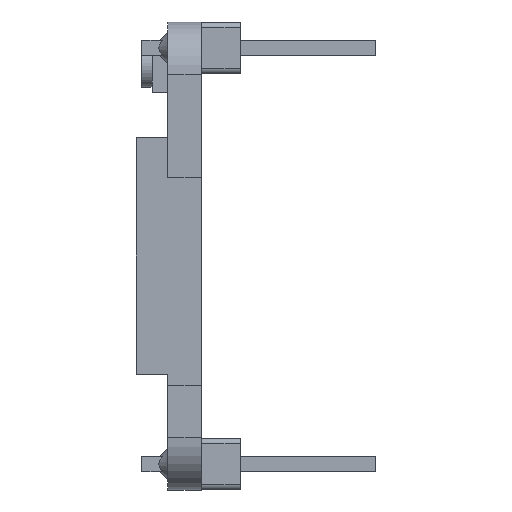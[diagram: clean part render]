
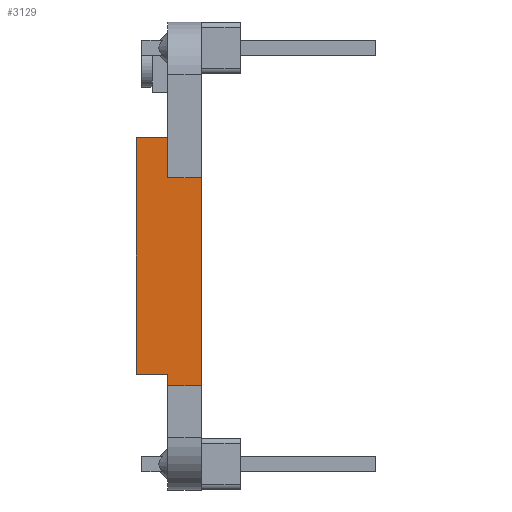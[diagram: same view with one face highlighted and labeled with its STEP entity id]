
A CAD part, left-side view. The second image highlights one B-rep face of the part: STEP entity #3129.
In plain terms, the highlighted planar face has unit normal (-1, 0, 0).
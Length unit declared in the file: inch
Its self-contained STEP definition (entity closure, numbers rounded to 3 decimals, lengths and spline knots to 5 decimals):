
#967 = EDGE_CURVE ( 'NONE', #28761, #33053, #27192, .T. ) ;
#1165 = DIRECTION ( 'NONE',  ( 0., 0., 1. ) ) ;
#1501 = LINE ( 'NONE', #10944, #30471 ) ;
#1653 = CARTESIAN_POINT ( 'NONE',  ( -0.8, 0.125, 0.2275 ) ) ;
#1791 = ORIENTED_EDGE ( 'NONE', *, *, #38190, .T. ) ;
#2119 = EDGE_CURVE ( 'NONE', #28594, #33053, #15083, .T. ) ;
#2303 = CARTESIAN_POINT ( 'NONE',  ( -0.8, 0.125, 0.2275 ) ) ;
#3129 = ADVANCED_FACE ( 'NONE', ( #15612 ), #25516, .F. ) ;
#3326 = CARTESIAN_POINT ( 'NONE',  ( -0.8, 0.065, 0.2275 ) ) ;
#3567 = DIRECTION ( 'NONE',  ( 0., -1., 0. ) ) ;
#4588 = EDGE_CURVE ( 'NONE', #35975, #36813, #13914, .T. ) ;
#6116 = EDGE_LOOP ( 'NONE', ( #17809, #28591, #31162, #22198, #27020, #1791, #32816, #20947 ) ) ;
#7307 = EDGE_CURVE ( 'NONE', #8621, #28594, #8800, .T. ) ;
#7887 = LINE ( 'NONE', #15422, #17881 ) ;
#8621 = VERTEX_POINT ( 'NONE', #25327 ) ;
#8800 = LINE ( 'NONE', #37665, #9286 ) ;
#8899 = VECTOR ( 'NONE', #23653, 39.37008 ) ;
#9286 = VECTOR ( 'NONE', #1165, 39.37008 ) ;
#10663 = CARTESIAN_POINT ( 'NONE',  ( -0.8, 0.065, 0.15 ) ) ;
#10944 = CARTESIAN_POINT ( 'NONE',  ( -0.8, 0., -0.25 ) ) ;
#11547 = VECTOR ( 'NONE', #33120, 39.37008 ) ;
#11736 = LINE ( 'NONE', #10663, #24046 ) ;
#11749 = LINE ( 'NONE', #20477, #8899 ) ;
#11784 = DIRECTION ( 'NONE',  ( 0., 0., 1. ) ) ;
#11862 = CARTESIAN_POINT ( 'NONE',  ( -0.8, 0.065, -0.25 ) ) ;
#11918 = AXIS2_PLACEMENT_3D ( 'NONE', #37790, #13714, #13446 ) ;
#13446 = DIRECTION ( 'NONE',  ( 0., 0., -1. ) ) ;
#13714 = DIRECTION ( 'NONE',  ( 1., 0., 0. ) ) ;
#13825 = CARTESIAN_POINT ( 'NONE',  ( -0.8, 0.065, -0.25 ) ) ;
#13914 = LINE ( 'NONE', #11862, #11547 ) ;
#15083 = LINE ( 'NONE', #2303, #33142 ) ;
#15422 = CARTESIAN_POINT ( 'NONE',  ( -0.8, 0.065, -0.25 ) ) ;
#15612 = FACE_OUTER_BOUND ( 'NONE', #6116, .T. ) ;
#15672 = DIRECTION ( 'NONE',  ( 0., -1., 0. ) ) ;
#17809 = ORIENTED_EDGE ( 'NONE', *, *, #37088, .T. ) ;
#17881 = VECTOR ( 'NONE', #15672, 39.37008 ) ;
#20477 = CARTESIAN_POINT ( 'NONE',  ( -0.8, 0.125, -0.2275 ) ) ;
#20802 = CARTESIAN_POINT ( 'NONE',  ( -0.8, 0.065, -0.2275 ) ) ;
#20947 = ORIENTED_EDGE ( 'NONE', *, *, #34316, .T. ) ;
#22198 = ORIENTED_EDGE ( 'NONE', *, *, #2119, .F. ) ;
#22386 = VECTOR ( 'NONE', #11784, 39.37008 ) ;
#23460 = DIRECTION ( 'NONE',  ( 0., -1., 0. ) ) ;
#23653 = DIRECTION ( 'NONE',  ( 0., -1., 0. ) ) ;
#23889 = EDGE_CURVE ( 'NONE', #28761, #27487, #11736, .T. ) ;
#23950 = CARTESIAN_POINT ( 'NONE',  ( -0.8, 0.065, -0.2275 ) ) ;
#24046 = VECTOR ( 'NONE', #3567, 39.37008 ) ;
#25327 = CARTESIAN_POINT ( 'NONE',  ( -0.8, 0.125, -0.2275 ) ) ;
#25516 = PLANE ( 'NONE',  #11918 ) ;
#25582 = VERTEX_POINT ( 'NONE', #38020 ) ;
#25961 = CARTESIAN_POINT ( 'NONE',  ( -0.8, 0., 0.15 ) ) ;
#27020 = ORIENTED_EDGE ( 'NONE', *, *, #7307, .F. ) ;
#27192 = LINE ( 'NONE', #20802, #22386 ) ;
#27487 = VERTEX_POINT ( 'NONE', #25961 ) ;
#28591 = ORIENTED_EDGE ( 'NONE', *, *, #23889, .F. ) ;
#28594 = VERTEX_POINT ( 'NONE', #1653 ) ;
#28621 = DIRECTION ( 'NONE',  ( 0., 0., 1. ) ) ;
#28761 = VERTEX_POINT ( 'NONE', #35617 ) ;
#30471 = VECTOR ( 'NONE', #28621, 39.37008 ) ;
#31162 = ORIENTED_EDGE ( 'NONE', *, *, #967, .T. ) ;
#32816 = ORIENTED_EDGE ( 'NONE', *, *, #4588, .F. ) ;
#33053 = VERTEX_POINT ( 'NONE', #3326 ) ;
#33120 = DIRECTION ( 'NONE',  ( 0., 0., 1. ) ) ;
#33142 = VECTOR ( 'NONE', #23460, 39.37008 ) ;
#34316 = EDGE_CURVE ( 'NONE', #35975, #25582, #7887, .T. ) ;
#35617 = CARTESIAN_POINT ( 'NONE',  ( -0.8, 0.065, 0.15 ) ) ;
#35975 = VERTEX_POINT ( 'NONE', #13825 ) ;
#36813 = VERTEX_POINT ( 'NONE', #23950 ) ;
#37088 = EDGE_CURVE ( 'NONE', #25582, #27487, #1501, .T. ) ;
#37665 = CARTESIAN_POINT ( 'NONE',  ( -0.8, 0.125, -0.2275 ) ) ;
#37790 = CARTESIAN_POINT ( 'NONE',  ( -0.8, 0.065, -0.25 ) ) ;
#38020 = CARTESIAN_POINT ( 'NONE',  ( -0.8, 0., -0.25 ) ) ;
#38190 = EDGE_CURVE ( 'NONE', #8621, #36813, #11749, .T. ) ;
